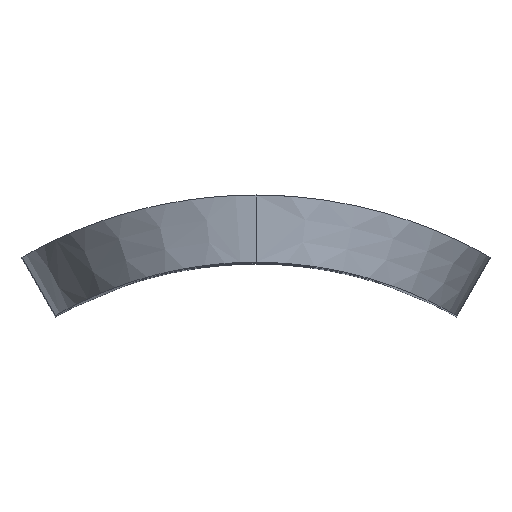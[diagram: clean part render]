
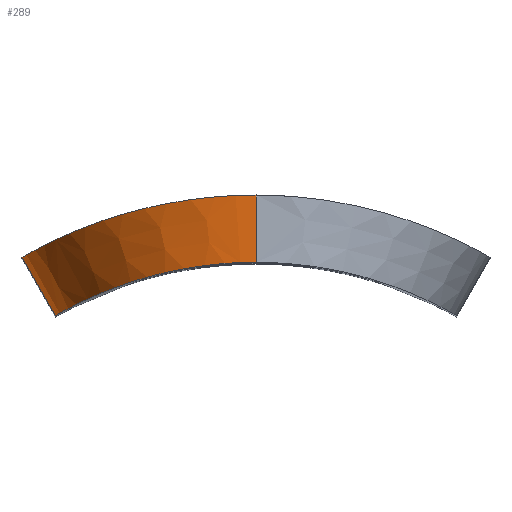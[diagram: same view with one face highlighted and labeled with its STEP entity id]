
A CAD part, top view. The second image highlights one B-rep face of the part: STEP entity #289.
In plain terms, the highlighted free-form (B-spline) face has degree [3, 3] with [4, 7] control points.
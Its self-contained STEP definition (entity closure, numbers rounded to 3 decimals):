
#48=FACE_OUTER_BOUND('',#70,.T.);
#70=EDGE_LOOP('',(#263,#264,#265,#266));
#76=B_SPLINE_CURVE_WITH_KNOTS('',3,(#546,#547,#548,#549,#550,#551,#552),
 .UNSPECIFIED.,.F.,.F.,(4,1,1,1,4),(0.,0.319,
0.638,1.063,1.488),.UNSPECIFIED.);
#92=B_SPLINE_CURVE_WITH_KNOTS('',3,(#796,#797,#798,#799,#800,#801,#802),
 .UNSPECIFIED.,.F.,.F.,(4,1,1,1,4),(0.,0.319,
0.638,1.063,1.488),.UNSPECIFIED.);
#103=LINE('',#848,#117);
#108=LINE('',#938,#122);
#117=VECTOR('',#359,10.);
#122=VECTOR('',#366,10.);
#127=VERTEX_POINT('',#544);
#128=VERTEX_POINT('',#545);
#147=VERTEX_POINT('',#793);
#148=VERTEX_POINT('',#795);
#158=EDGE_CURVE('',#127,#128,#76,.T.);
#181=EDGE_CURVE('',#147,#148,#92,.T.);
#185=EDGE_CURVE('',#128,#148,#103,.T.);
#190=EDGE_CURVE('',#127,#147,#108,.T.);
#263=ORIENTED_EDGE('',*,*,#185,.T.);
#264=ORIENTED_EDGE('',*,*,#181,.F.);
#265=ORIENTED_EDGE('',*,*,#190,.F.);
#266=ORIENTED_EDGE('',*,*,#158,.T.);
#275=B_SPLINE_SURFACE_WITH_KNOTS('',3,3,((#910,#911,#912,#913,#914,#915,
#916),(#917,#918,#919,#920,#921,#922,#923),(#924,#925,#926,#927,#928,#929,
#930),(#931,#932,#933,#934,#935,#936,#937)),.UNSPECIFIED.,.F.,.F.,.F.,(4,
4),(4,1,1,1,4),(0.,0.319),(0.,0.319,
0.638,1.063,1.488),.UNSPECIFIED.);
#289=ADVANCED_FACE('',(#48),#275,.F.);
#359=DIRECTION('',(0.,1.,0.));
#366=DIRECTION('',(-0.496,0.868,0.));
#544=CARTESIAN_POINT('',(-11.947,-3.17,-11.5));
#545=CARTESIAN_POINT('',(0.,0.,0.));
#546=CARTESIAN_POINT('Ctrl Pts',(-11.947,-3.17,-11.5));
#547=CARTESIAN_POINT('Ctrl Pts',(-11.851,-3.115,-10.172));
#548=CARTESIAN_POINT('Ctrl Pts',(-11.288,-2.79,-7.552));
#549=CARTESIAN_POINT('Ctrl Pts',(-9.141,-1.73,-3.742));
#550=CARTESIAN_POINT('Ctrl Pts',(-5.327,-0.419,-0.766));
#551=CARTESIAN_POINT('Ctrl Pts',(-1.777,0.,
0.));
#552=CARTESIAN_POINT('Ctrl Pts',(0.,0.,0.));
#793=CARTESIAN_POINT('',(-13.93,0.304,-11.5));
#795=CARTESIAN_POINT('',(0.,4.,0.));
#796=CARTESIAN_POINT('Ctrl Pts',(-13.93,0.304,-11.5));
#797=CARTESIAN_POINT('Ctrl Pts',(-13.818,0.368,-10.172));
#798=CARTESIAN_POINT('Ctrl Pts',(-13.162,0.747,-7.552));
#799=CARTESIAN_POINT('Ctrl Pts',(-10.658,1.982,-3.742));
#800=CARTESIAN_POINT('Ctrl Pts',(-6.212,3.511,-0.766));
#801=CARTESIAN_POINT('Ctrl Pts',(-2.072,4.,0.));
#802=CARTESIAN_POINT('Ctrl Pts',(0.,4.,0.));
#848=CARTESIAN_POINT('',(0.,0.,0.));
#910=CARTESIAN_POINT('Ctrl Pts',(-11.947,-3.17,-11.5));
#911=CARTESIAN_POINT('Ctrl Pts',(-11.851,-3.115,-10.172));
#912=CARTESIAN_POINT('Ctrl Pts',(-11.288,-2.79,-7.552));
#913=CARTESIAN_POINT('Ctrl Pts',(-9.141,-1.73,-3.742));
#914=CARTESIAN_POINT('Ctrl Pts',(-5.327,-0.419,-0.766));
#915=CARTESIAN_POINT('Ctrl Pts',(-1.777,0.,
0.));
#916=CARTESIAN_POINT('Ctrl Pts',(0.,0.,0.));
#917=CARTESIAN_POINT('Ctrl Pts',(-12.608,-2.012,-11.5));
#918=CARTESIAN_POINT('Ctrl Pts',(-12.506,-1.954,-10.172));
#919=CARTESIAN_POINT('Ctrl Pts',(-11.913,-1.611,-7.552));
#920=CARTESIAN_POINT('Ctrl Pts',(-9.646,-0.493,-3.742));
#921=CARTESIAN_POINT('Ctrl Pts',(-5.622,0.891,-0.766));
#922=CARTESIAN_POINT('Ctrl Pts',(-1.875,1.333,0.));
#923=CARTESIAN_POINT('Ctrl Pts',(0.,1.333,0.));
#924=CARTESIAN_POINT('Ctrl Pts',(-13.269,-0.854,-11.5));
#925=CARTESIAN_POINT('Ctrl Pts',(-13.162,-0.793,-10.172));
#926=CARTESIAN_POINT('Ctrl Pts',(-12.538,-0.432,-7.552));
#927=CARTESIAN_POINT('Ctrl Pts',(-10.152,0.745,-3.742));
#928=CARTESIAN_POINT('Ctrl Pts',(-5.917,2.201,-0.766));
#929=CARTESIAN_POINT('Ctrl Pts',(-1.974,2.667,0.));
#930=CARTESIAN_POINT('Ctrl Pts',(0.,2.667,
0.));
#931=CARTESIAN_POINT('Ctrl Pts',(-13.93,0.304,-11.5));
#932=CARTESIAN_POINT('Ctrl Pts',(-13.818,0.368,-10.172));
#933=CARTESIAN_POINT('Ctrl Pts',(-13.162,0.747,-7.552));
#934=CARTESIAN_POINT('Ctrl Pts',(-10.658,1.982,-3.742));
#935=CARTESIAN_POINT('Ctrl Pts',(-6.212,3.511,-0.766));
#936=CARTESIAN_POINT('Ctrl Pts',(-2.072,4.,0.));
#937=CARTESIAN_POINT('Ctrl Pts',(0.,4.,0.));
#938=CARTESIAN_POINT('',(-11.947,-3.17,-11.5));
